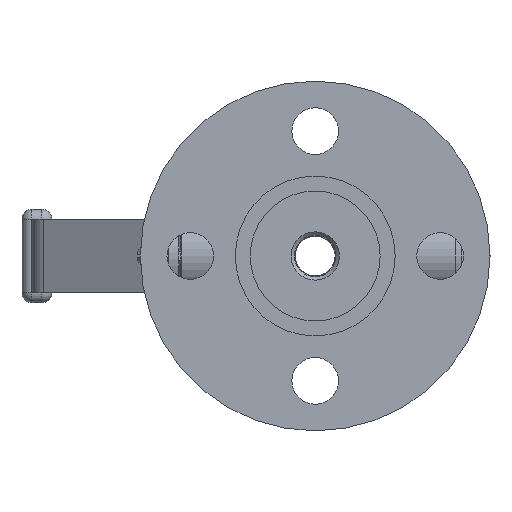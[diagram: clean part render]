
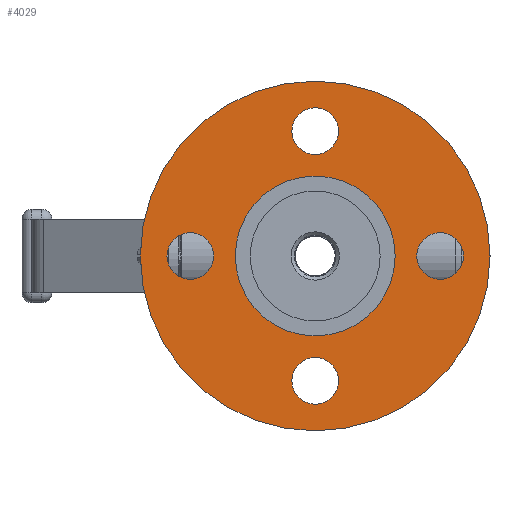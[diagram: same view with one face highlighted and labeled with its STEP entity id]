
A CAD part, left-side view. The second image highlights one B-rep face of the part: STEP entity #4029.
In plain terms, the highlighted planar face has unit normal (-1, 0, 0).
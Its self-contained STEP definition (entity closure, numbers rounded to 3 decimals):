
#4029=ADVANCED_FACE('',(#9267,#9269,#9271,#9273,#9275,#9277),#9279,.T.);
#9267=FACE_BOUND('',#9268,.T.);
#9268=EDGE_LOOP('',(#10832));
#9269=FACE_BOUND('',#9270,.T.);
#9270=EDGE_LOOP('',(#10833));
#9271=FACE_BOUND('',#9272,.T.);
#9272=EDGE_LOOP('',(#10834));
#9273=FACE_BOUND('',#9274,.T.);
#9274=EDGE_LOOP('',(#10835));
#9275=FACE_BOUND('',#9276,.T.);
#9276=EDGE_LOOP('',(#10836));
#9277=FACE_BOUND('',#9278,.T.);
#9278=EDGE_LOOP('',(#10837));
#9279=PLANE('',#9280);
#9280=AXIS2_PLACEMENT_3D('',#9281,#9282,#9283);
#9281=CARTESIAN_POINT('',(0.,0.,0.));
#9282=DIRECTION('',(-1.,0.,0.));
#9283=DIRECTION('',(0.,1.,0.));
#10832=ORIENTED_EDGE('',*,*,#11640,.F.);
#10833=ORIENTED_EDGE('',*,*,#11641,.T.);
#10834=ORIENTED_EDGE('',*,*,#11642,.T.);
#10835=ORIENTED_EDGE('',*,*,#11643,.T.);
#10836=ORIENTED_EDGE('',*,*,#11644,.T.);
#10837=ORIENTED_EDGE('',*,*,#11645,.T.);
#11640=EDGE_CURVE('',#12488,#12488,#12489,.T.);
#11641=EDGE_CURVE('',#12490,#12490,#12491,.T.);
#11642=EDGE_CURVE('',#12492,#12492,#12493,.T.);
#11643=EDGE_CURVE('',#12494,#12494,#12495,.T.);
#11644=EDGE_CURVE('',#12496,#12496,#12497,.T.);
#11645=EDGE_CURVE('',#12498,#12498,#12499,.T.);
#12488=VERTEX_POINT('',#16161);
#12489=CIRCLE('',#16162,52.5);
#12490=VERTEX_POINT('',#16166);
#12491=CIRCLE('',#16167,7.);
#12492=VERTEX_POINT('',#16171);
#12493=CIRCLE('',#16172,7.);
#12494=VERTEX_POINT('',#16176);
#12495=CIRCLE('',#16177,7.);
#12496=VERTEX_POINT('',#16181);
#12497=CIRCLE('',#16182,7.);
#12498=VERTEX_POINT('',#16186);
#12499=CIRCLE('',#16187,24.);
#16161=CARTESIAN_POINT('',(0.,52.5,0.));
#16162=AXIS2_PLACEMENT_3D('',#16163,#16164,#16165);
#16163=CARTESIAN_POINT('',(0.,0.,0.));
#16164=DIRECTION('',(1.,-0.,-0.));
#16165=DIRECTION('',(0.,1.,0.));
#16166=CARTESIAN_POINT('',(0.,-37.5,7.));
#16167=AXIS2_PLACEMENT_3D('',#16168,#16169,#16170);
#16168=CARTESIAN_POINT('',(0.,-37.5,0.));
#16169=DIRECTION('',(1.,-0.,-0.));
#16170=DIRECTION('',(0.,0.,1.));
#16171=CARTESIAN_POINT('',(0.,0.,-30.5));
#16172=AXIS2_PLACEMENT_3D('',#16173,#16174,#16175);
#16173=CARTESIAN_POINT('',(0.,0.,-37.5));
#16174=DIRECTION('',(1.,-0.,-0.));
#16175=DIRECTION('',(0.,0.,1.));
#16176=CARTESIAN_POINT('',(0.,37.5,7.));
#16177=AXIS2_PLACEMENT_3D('',#16178,#16179,#16180);
#16178=CARTESIAN_POINT('',(0.,37.5,0.));
#16179=DIRECTION('',(1.,-0.,-0.));
#16180=DIRECTION('',(0.,0.,1.));
#16181=CARTESIAN_POINT('',(0.,0.,44.5));
#16182=AXIS2_PLACEMENT_3D('',#16183,#16184,#16185);
#16183=CARTESIAN_POINT('',(0.,0.,37.5));
#16184=DIRECTION('',(1.,-0.,-0.));
#16185=DIRECTION('',(0.,0.,1.));
#16186=CARTESIAN_POINT('',(0.,24.,0.));
#16187=AXIS2_PLACEMENT_3D('',#16188,#16189,#16190);
#16188=CARTESIAN_POINT('',(0.,0.,0.));
#16189=DIRECTION('',(1.,-0.,-0.));
#16190=DIRECTION('',(0.,1.,0.));
